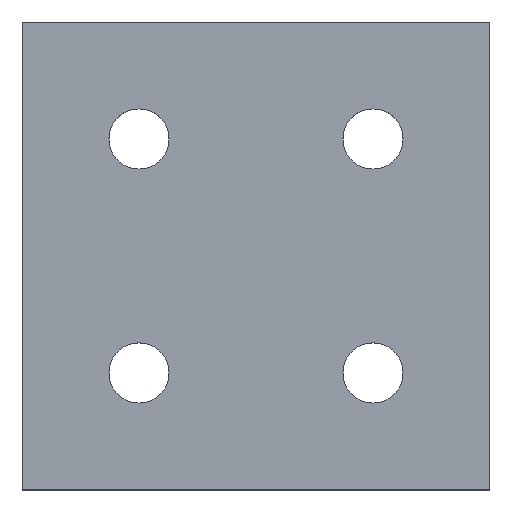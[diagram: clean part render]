
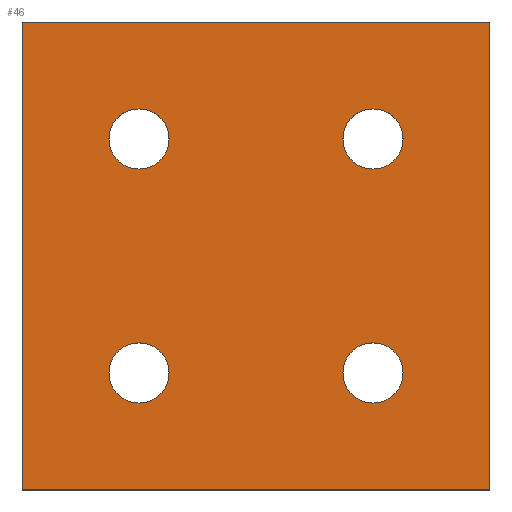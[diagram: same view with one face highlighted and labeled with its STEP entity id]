
A CAD part, top view. The second image highlights one B-rep face of the part: STEP entity #46.
In plain terms, the highlighted planar face has unit normal (0, 0, 1).
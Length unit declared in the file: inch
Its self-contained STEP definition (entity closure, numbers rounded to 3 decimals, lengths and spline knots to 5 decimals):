
#46 = ADVANCED_FACE( '', ( #96, #97, #98, #99, #100 ), #101, .T. );
#96 = FACE_BOUND( '', #145, .T. );
#97 = FACE_BOUND( '', #146, .T. );
#98 = FACE_BOUND( '', #147, .T. );
#99 = FACE_BOUND( '', #148, .T. );
#100 = FACE_OUTER_BOUND( '', #149, .T. );
#101 = PLANE( '', #150 );
#145 = EDGE_LOOP( '', ( #209 ) );
#146 = EDGE_LOOP( '', ( #210 ) );
#147 = EDGE_LOOP( '', ( #211 ) );
#148 = EDGE_LOOP( '', ( #212 ) );
#149 = EDGE_LOOP( '', ( #213, #214, #215, #216 ) );
#150 = AXIS2_PLACEMENT_3D( '', #217, #218, #219 );
#209 = ORIENTED_EDGE( '', *, *, #254, .F. );
#210 = ORIENTED_EDGE( '', *, *, #266, .F. );
#211 = ORIENTED_EDGE( '', *, *, #251, .F. );
#212 = ORIENTED_EDGE( '', *, *, #248, .F. );
#213 = ORIENTED_EDGE( '', *, *, #263, .T. );
#214 = ORIENTED_EDGE( '', *, *, #267, .T. );
#215 = ORIENTED_EDGE( '', *, *, #245, .T. );
#216 = ORIENTED_EDGE( '', *, *, #268, .T. );
#217 = CARTESIAN_POINT( '', ( 0., 0., 0.188 ) );
#218 = DIRECTION( '', ( 0., 0., 1. ) );
#219 = DIRECTION( '', ( 1., 0., 0. ) );
#245 = EDGE_CURVE( '', #278, #276, #279, .T. );
#248 = EDGE_CURVE( '', #282, #282, #283, .T. );
#251 = EDGE_CURVE( '', #287, #287, #288, .T. );
#254 = EDGE_CURVE( '', #292, #292, #293, .T. );
#263 = EDGE_CURVE( '', #307, #305, #308, .T. );
#266 = EDGE_CURVE( '', #311, #311, #312, .T. );
#267 = EDGE_CURVE( '', #305, #278, #313, .T. );
#268 = EDGE_CURVE( '', #276, #307, #314, .T. );
#276 = VERTEX_POINT( '', #323 );
#278 = VERTEX_POINT( '', #326 );
#279 = LINE( '', #327, #328 );
#282 = VERTEX_POINT( '', #332 );
#283 = CIRCLE( '', #333, 0.1285 );
#287 = VERTEX_POINT( '', #337 );
#288 = CIRCLE( '', #338, 0.1285 );
#292 = VERTEX_POINT( '', #342 );
#293 = CIRCLE( '', #343, 0.1285 );
#305 = VERTEX_POINT( '', #358 );
#307 = VERTEX_POINT( '', #361 );
#308 = LINE( '', #362, #363 );
#311 = VERTEX_POINT( '', #367 );
#312 = CIRCLE( '', #368, 0.1285 );
#313 = LINE( '', #369, #370 );
#314 = LINE( '', #371, #372 );
#323 = CARTESIAN_POINT( '', ( 1., 0., 0.188 ) );
#326 = CARTESIAN_POINT( '', ( -1., 0., 0.188 ) );
#327 = CARTESIAN_POINT( '', ( -1., 0., 0.188 ) );
#328 = VECTOR( '', #378, 39.37008 );
#332 = CARTESIAN_POINT( '', ( 0.6285, 0.5, 0.188 ) );
#333 = AXIS2_PLACEMENT_3D( '', #380, #381, #382 );
#337 = CARTESIAN_POINT( '', ( 0.6285, 1.5, 0.188 ) );
#338 = AXIS2_PLACEMENT_3D( '', #386, #387, #388 );
#342 = CARTESIAN_POINT( '', ( -0.3715, 1.5, 0.188 ) );
#343 = AXIS2_PLACEMENT_3D( '', #392, #393, #394 );
#358 = CARTESIAN_POINT( '', ( -1., 2., 0.188 ) );
#361 = CARTESIAN_POINT( '', ( 1., 2., 0.188 ) );
#362 = CARTESIAN_POINT( '', ( 1., 2., 0.188 ) );
#363 = VECTOR( '', #405, 39.37008 );
#367 = CARTESIAN_POINT( '', ( -0.3715, 0.5, 0.188 ) );
#368 = AXIS2_PLACEMENT_3D( '', #407, #408, #409 );
#369 = CARTESIAN_POINT( '', ( -1., 2., 0.188 ) );
#370 = VECTOR( '', #410, 39.37008 );
#371 = CARTESIAN_POINT( '', ( 1., 0., 0.188 ) );
#372 = VECTOR( '', #411, 39.37008 );
#378 = DIRECTION( '', ( 1., 0., 0. ) );
#380 = CARTESIAN_POINT( '', ( 0.5, 0.5, 0.188 ) );
#381 = DIRECTION( '', ( 0., 0., 1. ) );
#382 = DIRECTION( '', ( 1., 0., 0. ) );
#386 = CARTESIAN_POINT( '', ( 0.5, 1.5, 0.188 ) );
#387 = DIRECTION( '', ( 0., 0., 1. ) );
#388 = DIRECTION( '', ( 1., 0., 0. ) );
#392 = CARTESIAN_POINT( '', ( -0.5, 1.5, 0.188 ) );
#393 = DIRECTION( '', ( 0., 0., 1. ) );
#394 = DIRECTION( '', ( 1., 0., 0. ) );
#405 = DIRECTION( '', ( -1., 0., 0. ) );
#407 = CARTESIAN_POINT( '', ( -0.5, 0.5, 0.188 ) );
#408 = DIRECTION( '', ( 0., 0., 1. ) );
#409 = DIRECTION( '', ( 1., 0., 0. ) );
#410 = DIRECTION( '', ( 0., -1., 0. ) );
#411 = DIRECTION( '', ( 0., 1., 0. ) );
